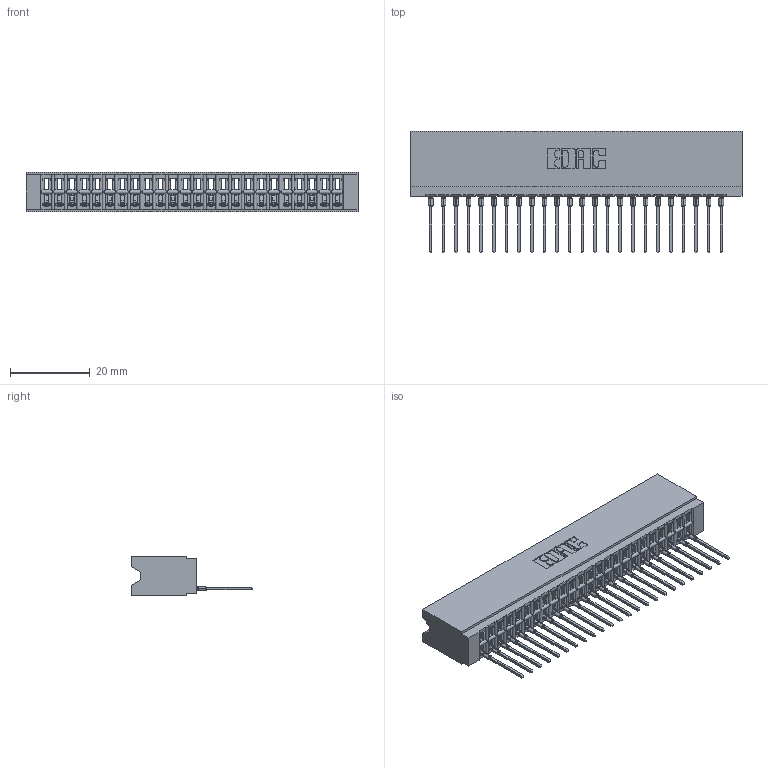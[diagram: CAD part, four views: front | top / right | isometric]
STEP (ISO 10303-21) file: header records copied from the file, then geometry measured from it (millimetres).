
FILE_DESCRIPTION (( 'STEP AP203' ), '1' );
FILE_NAME ('746-024-540-106.STEP', '2026-02-27T22:47:21', ( '' ), ( '' ), 'SwSTEP 2.0', 'SolidWorks 2023', '' );
FILE_SCHEMA (( 'CONFIG_CONTROL_DESIGN' ));
Length unit declared in the file: millimetre
Products named in the file (3): 746 Part_.515 Slot Depth - 06; 746-024-540-106; 746-292-001_540
Assembly tree (25 placements, depth 2):
  746-024-540-106
    746 Part_.515 Slot Depth - 06
    746-292-001_540  x24
Bounding box: 83.44 x 30.59 x 9.91 mm (x, y, z)
Volume: 8873.8 mm3; surface area: 13159 mm2
Topology: 25 solids, 25 shells, 2690 faces, 7633 edges, 4903 vertices
Faces by surface type: plane 1568, cylinder 498, bspline 480, torus 144
Entity records: 38825 total; most frequent: CARTESIAN_POINT 8004, ORIENTED_EDGE 6756, DIRECTION 5624, EDGE_CURVE 3378, LINE 2954, VECTOR 2954, VERTEX_POINT 2235, AXIS2_PLACEMENT_3D 1335
